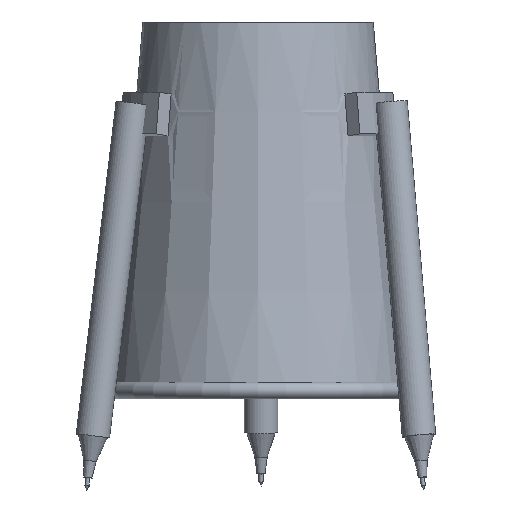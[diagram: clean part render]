
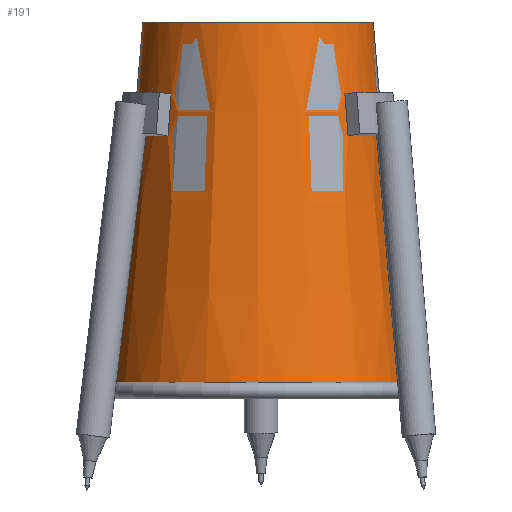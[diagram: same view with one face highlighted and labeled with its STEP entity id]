
A CAD part, left-side view. The second image highlights one B-rep face of the part: STEP entity #191.
In plain terms, the highlighted conical face has half-angle 6.089 degrees and reference radius 27.5 mm.
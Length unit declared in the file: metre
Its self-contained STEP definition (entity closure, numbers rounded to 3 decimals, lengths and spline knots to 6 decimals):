
#191 = ADVANCED_FACE( '', ( #367, #368, #369, #370, #371 ), #372, .T. );
#367 = FACE_BOUND( '', #561, .T. );
#368 = FACE_OUTER_BOUND( '', #562, .T. );
#369 = FACE_BOUND( '', #563, .T. );
#370 = FACE_BOUND( '', #564, .T. );
#371 = FACE_BOUND( '', #565, .T. );
#372 = CONICAL_SURFACE( '', #566, 0.0275, 0.106 );
#561 = EDGE_LOOP( '', ( #793, #794, #795, #796 ) );
#562 = EDGE_LOOP( '', ( #797 ) );
#563 = EDGE_LOOP( '', ( #798 ) );
#564 = EDGE_LOOP( '', ( #799, #800, #801, #802 ) );
#565 = EDGE_LOOP( '', ( #803, #804, #805, #806 ) );
#566 = AXIS2_PLACEMENT_3D( '', #807, #808, #809 );
#793 = ORIENTED_EDGE( '', *, *, #1064, .F. );
#794 = ORIENTED_EDGE( '', *, *, #1065, .T. );
#795 = ORIENTED_EDGE( '', *, *, #1029, .T. );
#796 = ORIENTED_EDGE( '', *, *, #1066, .F. );
#797 = ORIENTED_EDGE( '', *, *, #1067, .T. );
#798 = ORIENTED_EDGE( '', *, *, #1068, .T. );
#799 = ORIENTED_EDGE( '', *, *, #1069, .F. );
#800 = ORIENTED_EDGE( '', *, *, #1062, .F. );
#801 = ORIENTED_EDGE( '', *, *, #1070, .T. );
#802 = ORIENTED_EDGE( '', *, *, #1071, .T. );
#803 = ORIENTED_EDGE( '', *, *, #1012, .T. );
#804 = ORIENTED_EDGE( '', *, *, #1072, .T. );
#805 = ORIENTED_EDGE( '', *, *, #1073, .F. );
#806 = ORIENTED_EDGE( '', *, *, #1074, .F. );
#807 = CARTESIAN_POINT( '', ( 0., 0., 0.09 ) );
#808 = DIRECTION( '', ( 0., 0., -1. ) );
#809 = DIRECTION( '', ( -1., 0., 0. ) );
#1012 = EDGE_CURVE( '', #1130, #1135, #1137, .T. );
#1029 = EDGE_CURVE( '', #1161, #1162, #1163, .T. );
#1062 = EDGE_CURVE( '', #1211, #1206, #1213, .T. );
#1064 = EDGE_CURVE( '', #1215, #1216, #1217, .T. );
#1065 = EDGE_CURVE( '', #1215, #1161, #1218, .T. );
#1066 = EDGE_CURVE( '', #1216, #1162, #1219, .T. );
#1067 = EDGE_CURVE( '', #1220, #1220, #1221, .F. );
#1068 = EDGE_CURVE( '', #1222, #1222, #1223, .T. );
#1069 = EDGE_CURVE( '', #1206, #1224, #1225, .T. );
#1070 = EDGE_CURVE( '', #1211, #1226, #1227, .T. );
#1071 = EDGE_CURVE( '', #1226, #1224, #1228, .T. );
#1072 = EDGE_CURVE( '', #1135, #1229, #1230, .T. );
#1073 = EDGE_CURVE( '', #1231, #1229, #1232, .T. );
#1074 = EDGE_CURVE( '', #1130, #1231, #1233, .T. );
#1130 = VERTEX_POINT( '', #1299 );
#1135 = VERTEX_POINT( '', #1306 );
#1137 = LINE( '', #1309, #1310 );
#1161 = VERTEX_POINT( '', #1334 );
#1162 = VERTEX_POINT( '', #1335 );
#1163 = CIRCLE( '', #1336, 0.030394 );
#1206 = VERTEX_POINT( '', #1383 );
#1211 = VERTEX_POINT( '', #1389 );
#1213 = CIRCLE( '', #1392, 0.029333 );
#1215 = VERTEX_POINT( '', #1394 );
#1216 = VERTEX_POINT( '', #1395 );
#1217 = CIRCLE( '', #1396, 0.029333 );
#1218 = LINE( '', #1397, #1398 );
#1219 = LINE( '', #1399, #1400 );
#1220 = VERTEX_POINT( '', #1401 );
#1221 = CIRCLE( '', #1402, 0.036678 );
#1222 = VERTEX_POINT( '', #1403 );
#1223 = CIRCLE( '', #1404, 0.0275 );
#1224 = VERTEX_POINT( '', #1405 );
#1225 = LINE( '', #1406, #1407 );
#1226 = VERTEX_POINT( '', #1408 );
#1227 = LINE( '', #1409, #1410 );
#1228 = CIRCLE( '', #1411, 0.030394 );
#1229 = VERTEX_POINT( '', #1412 );
#1230 = CIRCLE( '', #1413, 0.030394 );
#1231 = VERTEX_POINT( '', #1414 );
#1232 = LINE( '', #1415, #1416 );
#1233 = CIRCLE( '', #1417, 0.029333 );
#1299 = CARTESIAN_POINT( '', ( 0.028334, 0.007592, 0.072812 ) );
#1306 = CARTESIAN_POINT( '', ( 0.029358, 0.007867, 0.062868 ) );
#1309 = CARTESIAN_POINT( '', ( 0.028846, 0.007729, 0.06784 ) );
#1310 = VECTOR( '', #1495, 1. );
#1334 = CARTESIAN_POINT( '', ( -0.007867, -0.029358, 0.062868 ) );
#1335 = CARTESIAN_POINT( '', ( -0.021492, -0.021492, 0.062868 ) );
#1336 = AXIS2_PLACEMENT_3D( '', #1520, #1521, #1522 );
#1383 = CARTESIAN_POINT( '', ( -0.007592, 0.028334, 0.072812 ) );
#1389 = CARTESIAN_POINT( '', ( -0.020742, 0.020742, 0.072812 ) );
#1392 = AXIS2_PLACEMENT_3D( '', #1571, #1572, #1573 );
#1394 = CARTESIAN_POINT( '', ( -0.007592, -0.028334, 0.072812 ) );
#1395 = CARTESIAN_POINT( '', ( -0.020742, -0.020742, 0.072812 ) );
#1396 = AXIS2_PLACEMENT_3D( '', #1574, #1575, #1576 );
#1397 = CARTESIAN_POINT( '', ( -0.007729, -0.028846, 0.06784 ) );
#1398 = VECTOR( '', #1577, 1. );
#1399 = CARTESIAN_POINT( '', ( -0.021117, -0.021117, 0.06784 ) );
#1400 = VECTOR( '', #1578, 1. );
#1401 = CARTESIAN_POINT( '', ( -0.036678, 0., 0.003955 ) );
#1402 = AXIS2_PLACEMENT_3D( '', #1579, #1580, #1581 );
#1403 = CARTESIAN_POINT( '', ( -0.0275, 0., 0.09 ) );
#1404 = AXIS2_PLACEMENT_3D( '', #1582, #1583, #1584 );
#1405 = CARTESIAN_POINT( '', ( -0.007867, 0.029358, 0.062868 ) );
#1406 = CARTESIAN_POINT( '', ( -0.007729, 0.028846, 0.06784 ) );
#1407 = VECTOR( '', #1585, 1. );
#1408 = CARTESIAN_POINT( '', ( -0.021492, 0.021492, 0.062868 ) );
#1409 = CARTESIAN_POINT( '', ( -0.021117, 0.021117, 0.06784 ) );
#1410 = VECTOR( '', #1586, 1. );
#1411 = AXIS2_PLACEMENT_3D( '', #1587, #1588, #1589 );
#1412 = CARTESIAN_POINT( '', ( 0.029358, -0.007867, 0.062868 ) );
#1413 = AXIS2_PLACEMENT_3D( '', #1590, #1591, #1592 );
#1414 = CARTESIAN_POINT( '', ( 0.028334, -0.007592, 0.072812 ) );
#1415 = CARTESIAN_POINT( '', ( 0.028846, -0.007729, 0.06784 ) );
#1416 = VECTOR( '', #1593, 1. );
#1417 = AXIS2_PLACEMENT_3D( '', #1594, #1595, #1596 );
#1495 = DIRECTION( '', ( 0.102, 0.027, -0.994 ) );
#1520 = CARTESIAN_POINT( '', ( 0., 0., 0.062868 ) );
#1521 = DIRECTION( '', ( 0., 0., -1. ) );
#1522 = DIRECTION( '', ( -1., 0., 0. ) );
#1571 = CARTESIAN_POINT( '', ( 0., 0., 0.072812 ) );
#1572 = DIRECTION( '', ( 0., 0., -1. ) );
#1573 = DIRECTION( '', ( -1., 0., 0. ) );
#1574 = CARTESIAN_POINT( '', ( 0., 0., 0.072812 ) );
#1575 = DIRECTION( '', ( 0., 0., -1. ) );
#1576 = DIRECTION( '', ( -1., 0., 0. ) );
#1577 = DIRECTION( '', ( -0.027, -0.102, -0.994 ) );
#1578 = DIRECTION( '', ( -0.075, -0.075, -0.994 ) );
#1579 = CARTESIAN_POINT( '', ( 0., 0., 0.003955 ) );
#1580 = DIRECTION( '', ( 0., 0., -1. ) );
#1581 = DIRECTION( '', ( -1., 0., 0. ) );
#1582 = CARTESIAN_POINT( '', ( 0., 0., 0.09 ) );
#1583 = DIRECTION( '', ( 0., 0., -1. ) );
#1584 = DIRECTION( '', ( -1., 0., 0. ) );
#1585 = DIRECTION( '', ( -0.027, 0.102, -0.994 ) );
#1586 = DIRECTION( '', ( -0.075, 0.075, -0.994 ) );
#1587 = CARTESIAN_POINT( '', ( 0., 0., 0.062868 ) );
#1588 = DIRECTION( '', ( 0., 0., -1. ) );
#1589 = DIRECTION( '', ( -1., 0., 0. ) );
#1590 = CARTESIAN_POINT( '', ( 0., 0., 0.062868 ) );
#1591 = DIRECTION( '', ( 0., 0., -1. ) );
#1592 = DIRECTION( '', ( -1., 0., 0. ) );
#1593 = DIRECTION( '', ( 0.102, -0.027, -0.994 ) );
#1594 = CARTESIAN_POINT( '', ( 0., 0., 0.072812 ) );
#1595 = DIRECTION( '', ( 0., 0., -1. ) );
#1596 = DIRECTION( '', ( -1., 0., 0. ) );
